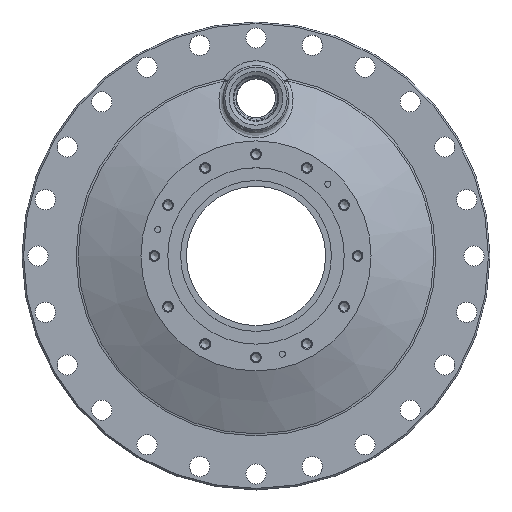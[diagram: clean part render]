
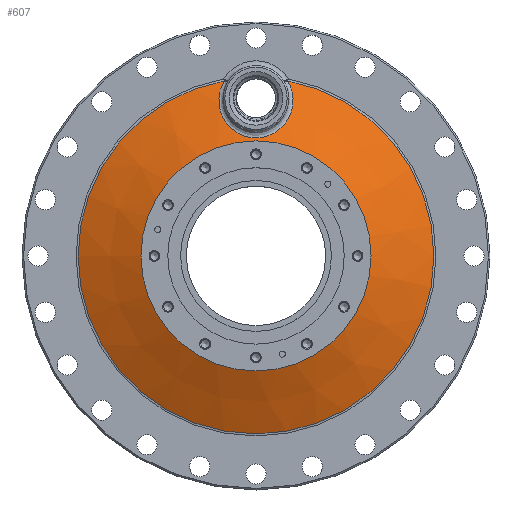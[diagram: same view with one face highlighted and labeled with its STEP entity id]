
A CAD part, top view. The second image highlights one B-rep face of the part: STEP entity #607.
In plain terms, the highlighted conical face has half-angle 65.377 degrees and reference radius 57.932 mm.
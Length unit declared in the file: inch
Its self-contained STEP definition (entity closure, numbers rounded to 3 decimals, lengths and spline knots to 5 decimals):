
#207=CONICAL_SURFACE('',#2371,2.28079,65.377);
#237=FACE_BOUND('',#873,.T.);
#238=FACE_BOUND('',#874,.T.);
#463=CIRCLE('',#2369,1.475);
#464=CIRCLE('',#2370,2.28079);
#607=ADVANCED_FACE('',(#237,#238),#207,.T.);
#873=EDGE_LOOP('',(#1176));
#874=EDGE_LOOP('',(#1177,#1178));
#1176=ORIENTED_EDGE('',*,*,#1971,.T.);
#1177=ORIENTED_EDGE('',*,*,#1972,.F.);
#1178=ORIENTED_EDGE('',*,*,#1973,.T.);
#1744=VERTEX_POINT('',#3744);
#1745=VERTEX_POINT('',#3746);
#1746=VERTEX_POINT('',#3747);
#1971=EDGE_CURVE('',#1744,#1744,#463,.T.);
#1972=EDGE_CURVE('',#1745,#1746,#464,.T.);
#1973=EDGE_CURVE('',#1745,#1746,#2258,.T.);
#2258=B_SPLINE_CURVE_WITH_KNOTS('',3,(#3748,#3749,#3750,#3751,#3752,#3753,
#3754,#3755,#3756,#3757,#3758,#3759,#3760,#3761),.UNSPECIFIED.,.F.,.F.,
(4,2,2,2,2,2,4),(0.,0.25,0.375,0.5,0.625,0.75,1.),.UNSPECIFIED.);
#2369=AXIS2_PLACEMENT_3D('',#3743,#2641,#2642);
#2370=AXIS2_PLACEMENT_3D('',#3745,#2643,#2644);
#2371=AXIS2_PLACEMENT_3D('',#3762,#2645,#2646);
#2641=DIRECTION('',(0.,0.,-1.));
#2642=DIRECTION('',(-1.,0.,0.));
#2643=DIRECTION('',(0.,0.,-1.));
#2644=DIRECTION('',(-1.,0.,0.));
#2645=DIRECTION('',(0.,0.,-1.));
#2646=DIRECTION('',(-1.,0.,0.));
#3743=CARTESIAN_POINT('',(0.,0.,11.02854));
#3744=CARTESIAN_POINT('',(-1.475,0.,11.02854));
#3745=CARTESIAN_POINT('',(0.,0.,10.65922));
#3746=CARTESIAN_POINT('',(0.40754,2.24408,10.65922));
#3747=CARTESIAN_POINT('',(-0.40754,2.24408,10.65922));
#3748=CARTESIAN_POINT('',(0.40754,2.24408,10.65922));
#3749=CARTESIAN_POINT('',(0.4953,2.09687,10.71842));
#3750=CARTESIAN_POINT('',(0.49609,1.91619,10.79757));
#3751=CARTESIAN_POINT('',(0.38144,1.69755,10.90719));
#3752=CARTESIAN_POINT('',(0.32412,1.63348,10.94187));
#3753=CARTESIAN_POINT('',(0.18,1.54133,10.99394));
#3754=CARTESIAN_POINT('',(0.09218,1.51368,11.01076));
#3755=CARTESIAN_POINT('',(-0.08828,1.51292,11.01121));
#3756=CARTESIAN_POINT('',(-0.1772,1.54003,10.9947));
#3757=CARTESIAN_POINT('',(-0.32307,1.63232,10.9425));
#3758=CARTESIAN_POINT('',(-0.38084,1.69686,10.90756));
#3759=CARTESIAN_POINT('',(-0.49556,1.91431,10.79847));
#3760=CARTESIAN_POINT('',(-0.49543,2.09666,10.71851));
#3761=CARTESIAN_POINT('',(-0.40754,2.24408,10.65922));
#3762=CARTESIAN_POINT('',(0.,0.,10.65922));
